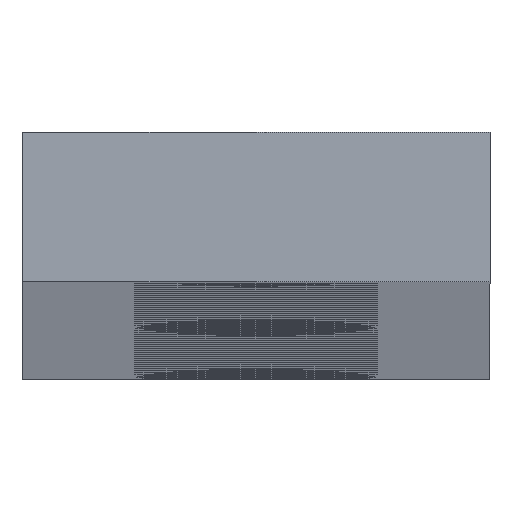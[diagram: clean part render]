
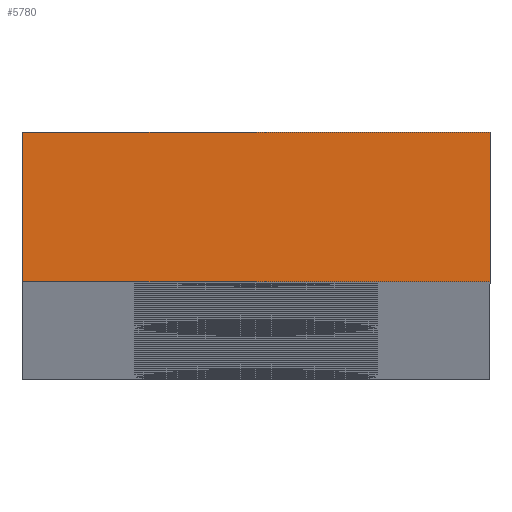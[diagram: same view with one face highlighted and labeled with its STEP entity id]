
A CAD part, top view. The second image highlights one B-rep face of the part: STEP entity #5780.
In plain terms, the highlighted planar face has unit normal (0, 0, 1).
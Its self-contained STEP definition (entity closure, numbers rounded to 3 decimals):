
#125 = ORIENTED_EDGE ( 'NONE', *, *, #7973, .F. ) ;
#607 = DIRECTION ( 'NONE',  ( 0., 0., -1. ) ) ;
#689 = EDGE_LOOP ( 'NONE', ( #3617, #10839, #125, #10242 ) ) ;
#1197 = EDGE_CURVE ( 'NONE', #6638, #14717, #9399, .T. ) ;
#1842 = DIRECTION ( 'NONE',  ( -1., 0., 0. ) ) ;
#2051 = EDGE_CURVE ( 'NONE', #13059, #2445, #12158, .T. ) ;
#2429 = DIRECTION ( 'NONE',  ( 0., -1., 0. ) ) ;
#2445 = VERTEX_POINT ( 'NONE', #8030 ) ;
#2540 = DIRECTION ( 'NONE',  ( 1., 0., 0. ) ) ;
#3617 = ORIENTED_EDGE ( 'NONE', *, *, #5842, .T. ) ;
#4192 = VECTOR ( 'NONE', #6296, 1000. ) ;
#5577 = CARTESIAN_POINT ( 'NONE',  ( 12.5, -4., 1500. ) ) ;
#5780 = ADVANCED_FACE ( 'NONE', ( #6882 ), #6887, .F. ) ;
#5820 = CARTESIAN_POINT ( 'NONE',  ( -12.5, -4., 1500. ) ) ;
#5842 = EDGE_CURVE ( 'NONE', #2445, #14717, #9463, .T. ) ;
#6136 = CARTESIAN_POINT ( 'NONE',  ( 12.5, 4., 1500. ) ) ;
#6296 = DIRECTION ( 'NONE',  ( 0., -1., 0. ) ) ;
#6372 = CARTESIAN_POINT ( 'NONE',  ( -12.5, 4., 1500. ) ) ;
#6638 = VERTEX_POINT ( 'NONE', #12809 ) ;
#6882 = FACE_OUTER_BOUND ( 'NONE', #689, .T. ) ;
#6887 = PLANE ( 'NONE',  #7829 ) ;
#7052 = LINE ( 'NONE', #7708, #16323 ) ;
#7223 = DIRECTION ( 'NONE',  ( 1., 0., 0. ) ) ;
#7708 = CARTESIAN_POINT ( 'NONE',  ( -12.5, 4., 1500. ) ) ;
#7829 = AXIS2_PLACEMENT_3D ( 'NONE', #9544, #607, #1842 ) ;
#7973 = EDGE_CURVE ( 'NONE', #13059, #6638, #7052, .T. ) ;
#8030 = CARTESIAN_POINT ( 'NONE',  ( -12.5, -4., 1500. ) ) ;
#9260 = VECTOR ( 'NONE', #7223, 1000. ) ;
#9399 = LINE ( 'NONE', #6136, #14545 ) ;
#9463 = LINE ( 'NONE', #5820, #9260 ) ;
#9544 = CARTESIAN_POINT ( 'NONE',  ( -12.5, 4., 1500. ) ) ;
#10242 = ORIENTED_EDGE ( 'NONE', *, *, #2051, .T. ) ;
#10839 = ORIENTED_EDGE ( 'NONE', *, *, #1197, .F. ) ;
#12158 = LINE ( 'NONE', #12493, #4192 ) ;
#12493 = CARTESIAN_POINT ( 'NONE',  ( -12.5, 4., 1500. ) ) ;
#12809 = CARTESIAN_POINT ( 'NONE',  ( 12.5, 4., 1500. ) ) ;
#13059 = VERTEX_POINT ( 'NONE', #6372 ) ;
#14545 = VECTOR ( 'NONE', #2429, 1000. ) ;
#14717 = VERTEX_POINT ( 'NONE', #5577 ) ;
#16323 = VECTOR ( 'NONE', #2540, 1000. ) ;
